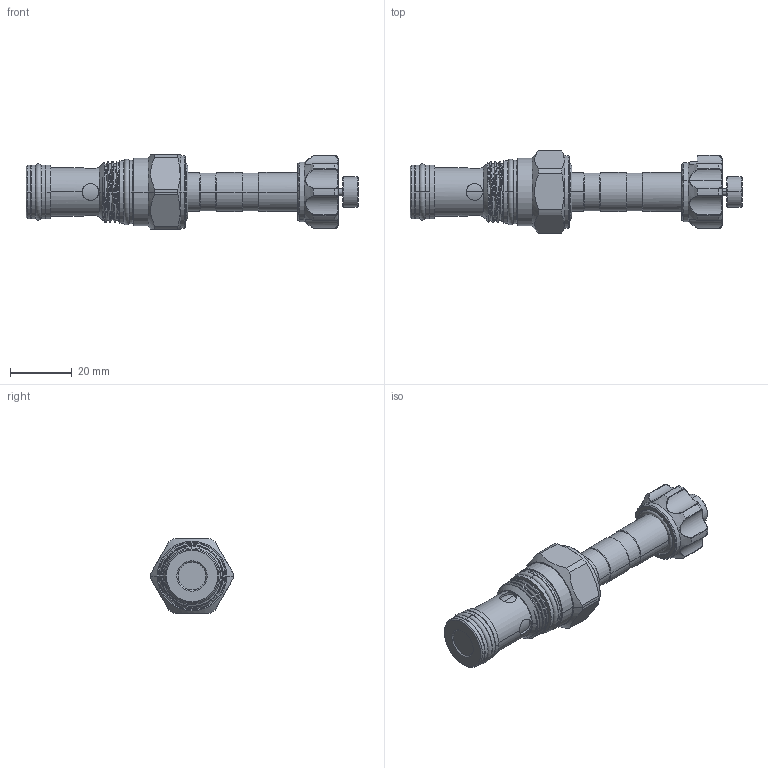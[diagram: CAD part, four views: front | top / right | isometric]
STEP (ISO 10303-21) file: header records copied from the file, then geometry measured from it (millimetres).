
FILE_DESCRIPTION (( 'STEP AP203' ), '1' );
FILE_NAME ('EP13A2A06P05.STEP', '2024-12-09T08:51:35', ( '' ), ( '' ), 'SwSTEP 2.0', 'SolidWorks 2018', '' );
FILE_SCHEMA (( 'CONFIG_CONTROL_DESIGN' ));
Length unit declared in the file: millimetre
Products named in the file (1): EP13A2A06P05
Bounding box: 107.6 x 26.7 x 24 mm (x, y, z)
Volume: 25238.8 mm3; surface area: 8245.8 mm2
Topology: 1 solids, 2 shells, 308 faces, 742 edges, 459 vertices
Faces by surface type: cylinder 145, cone 55, bspline 38, torus 35, plane 35
Entity records: 16502 total; most frequent: CARTESIAN_POINT 9640, ORIENTED_EDGE 1480, DIRECTION 1365, EDGE_CURVE 740, AXIS2_PLACEMENT_3D 582, VERTEX_POINT 459, EDGE_LOOP 335, CIRCLE 311
